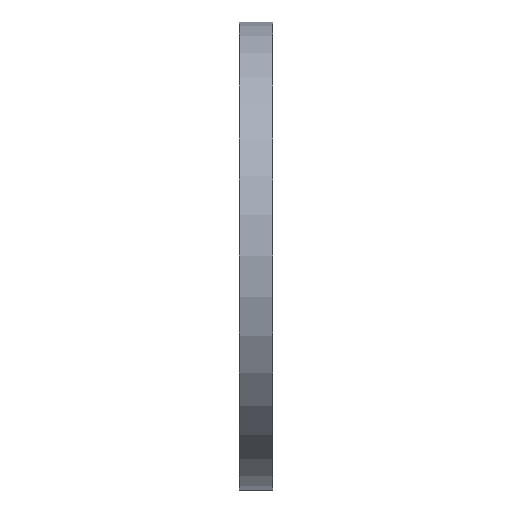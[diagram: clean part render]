
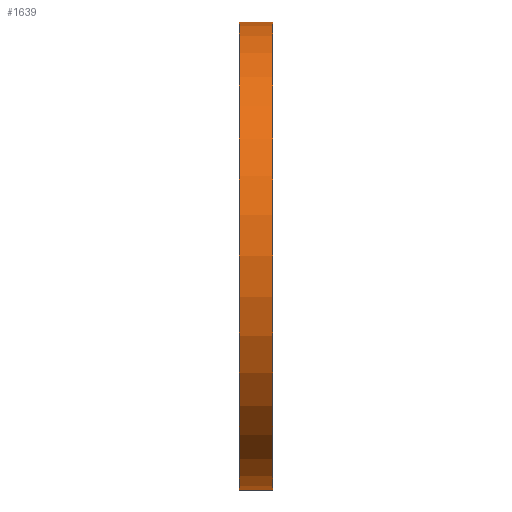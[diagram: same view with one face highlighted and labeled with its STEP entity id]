
A CAD part, front view. The second image highlights one B-rep face of the part: STEP entity #1639.
In plain terms, the highlighted cylindrical face has radius 530.225 mm (diameter 1060.45 mm), a partial arc.
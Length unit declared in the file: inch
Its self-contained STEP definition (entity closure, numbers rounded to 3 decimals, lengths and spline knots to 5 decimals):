
#21 = AXIS2_PLACEMENT_3D ( 'NONE', #275, #802, #158 ) ;
#62 = VERTEX_POINT ( 'NONE', #1451 ) ;
#90 = ORIENTED_EDGE ( 'NONE', *, *, #1468, .T. ) ;
#103 = VERTEX_POINT ( 'NONE', #1336 ) ;
#154 = CIRCLE ( 'NONE', #21, 20.875 ) ;
#158 = DIRECTION ( 'NONE',  ( 0., 0., 1. ) ) ;
#180 = DIRECTION ( 'NONE',  ( -1., 0., 0. ) ) ;
#195 = VERTEX_POINT ( 'NONE', #743 ) ;
#261 = CIRCLE ( 'NONE', #906, 20.875 ) ;
#267 = CARTESIAN_POINT ( 'NONE',  ( 0., 0., -20.875 ) ) ;
#275 = CARTESIAN_POINT ( 'NONE',  ( 0.0625, 0., 0. ) ) ;
#292 = CARTESIAN_POINT ( 'NONE',  ( 3.0625, 0., 0. ) ) ;
#370 = ORIENTED_EDGE ( 'NONE', *, *, #1229, .F. ) ;
#444 = DIRECTION ( 'NONE',  ( 0., 0., 1. ) ) ;
#560 = CYLINDRICAL_SURFACE ( 'NONE', #836, 20.875 ) ;
#574 = VECTOR ( 'NONE', #1156, 39.37008 ) ;
#643 = DIRECTION ( 'NONE',  ( -1., 0., 0. ) ) ;
#743 = CARTESIAN_POINT ( 'NONE',  ( 0.0625, 0., -20.875 ) ) ;
#802 = DIRECTION ( 'NONE',  ( -1., 0., 0. ) ) ;
#819 = FACE_OUTER_BOUND ( 'NONE', #1367, .T. ) ;
#836 = AXIS2_PLACEMENT_3D ( 'NONE', #1581, #1591, #444 ) ;
#855 = VERTEX_POINT ( 'NONE', #1531 ) ;
#906 = AXIS2_PLACEMENT_3D ( 'NONE', #292, #180, #945 ) ;
#910 = LINE ( 'NONE', #267, #574 ) ;
#945 = DIRECTION ( 'NONE',  ( 0., 0., 1. ) ) ;
#1116 = VECTOR ( 'NONE', #643, 39.37008 ) ;
#1156 = DIRECTION ( 'NONE',  ( -1., 0., 0. ) ) ;
#1216 = EDGE_CURVE ( 'NONE', #855, #62, #1648, .T. ) ;
#1229 = EDGE_CURVE ( 'NONE', #103, #195, #910, .T. ) ;
#1258 = CARTESIAN_POINT ( 'NONE',  ( 0., 0., 20.875 ) ) ;
#1336 = CARTESIAN_POINT ( 'NONE',  ( 3.0625, 0., -20.875 ) ) ;
#1367 = EDGE_LOOP ( 'NONE', ( #370, #90, #1454, #1419 ) ) ;
#1419 = ORIENTED_EDGE ( 'NONE', *, *, #1550, .F. ) ;
#1451 = CARTESIAN_POINT ( 'NONE',  ( 0.0625, 0., 20.875 ) ) ;
#1454 = ORIENTED_EDGE ( 'NONE', *, *, #1216, .T. ) ;
#1468 = EDGE_CURVE ( 'NONE', #103, #855, #261, .T. ) ;
#1531 = CARTESIAN_POINT ( 'NONE',  ( 3.0625, 0., 20.875 ) ) ;
#1550 = EDGE_CURVE ( 'NONE', #195, #62, #154, .T. ) ;
#1581 = CARTESIAN_POINT ( 'NONE',  ( 0., 0., 0. ) ) ;
#1591 = DIRECTION ( 'NONE',  ( -1., 0., 0. ) ) ;
#1639 = ADVANCED_FACE ( 'NONE', ( #819 ), #560, .T. ) ;
#1648 = LINE ( 'NONE', #1258, #1116 ) ;
